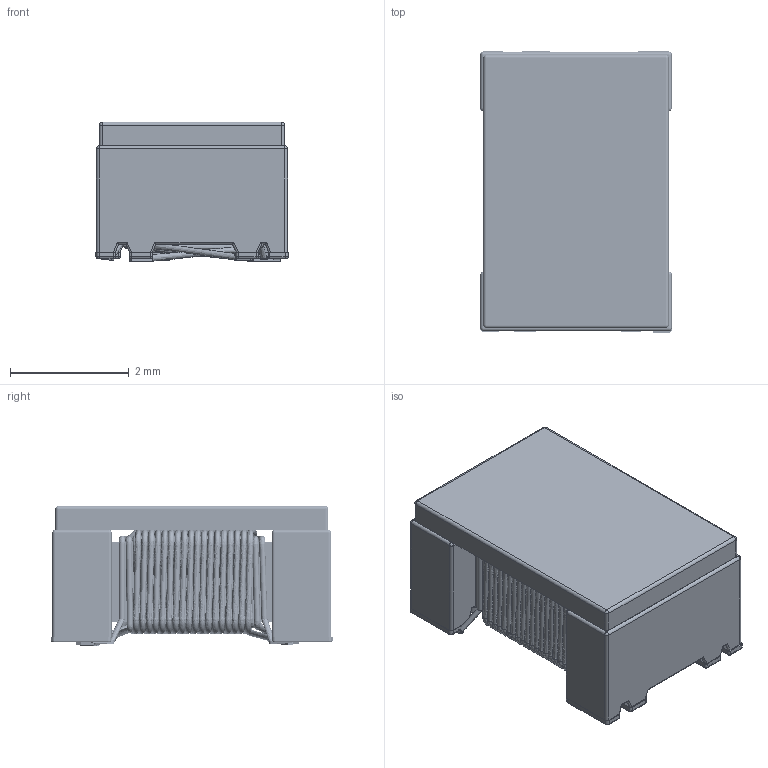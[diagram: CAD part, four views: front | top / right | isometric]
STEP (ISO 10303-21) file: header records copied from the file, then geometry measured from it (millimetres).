
FILE_DESCRIPTION(/* description */ ('Unknown'),/* implementation_level */ '2;1');
FILE_NAME(/* name */ 'TXF453229-7P(上色)改',/* time_stamp */ '2018-08-02T18:07:37+08:00',/* author */ ('Unknown'),/* organization */ ('Unknown'),/* preprocessor_version */ 'ST-DEVELOPER v16.7',/* originating_system */ 'DEX',/* authorisation */ $);
FILE_SCHEMA (('AUTOMOTIVE_DESIGN {1 0 10303 214 3 1 1}'));
Length unit declared in the file: millimetre
Products named in the file (1): TXF453229-7P(上色)
Bounding box: 3.24 x 4.74 x 2.36 mm (x, y, z)
Volume: 27 mm3; surface area: 205.9 mm2
Topology: 41 solids, 42 shells, 699 faces, 1450 edges, 815 vertices
Faces by surface type: bspline 353, plane 212, cylinder 99, torus 17, sphere 15, cone 3
Entity records: 29730 total; most frequent: CARTESIAN_POINT 17148, DIRECTION 2295, ORIENTED_EDGE 2142, EDGE_CURVE 1071, FACE_BOUND 1050, EDGE_LOOP 1049, AXIS2_PLACEMENT_3D 934, VERTEX_POINT 807
